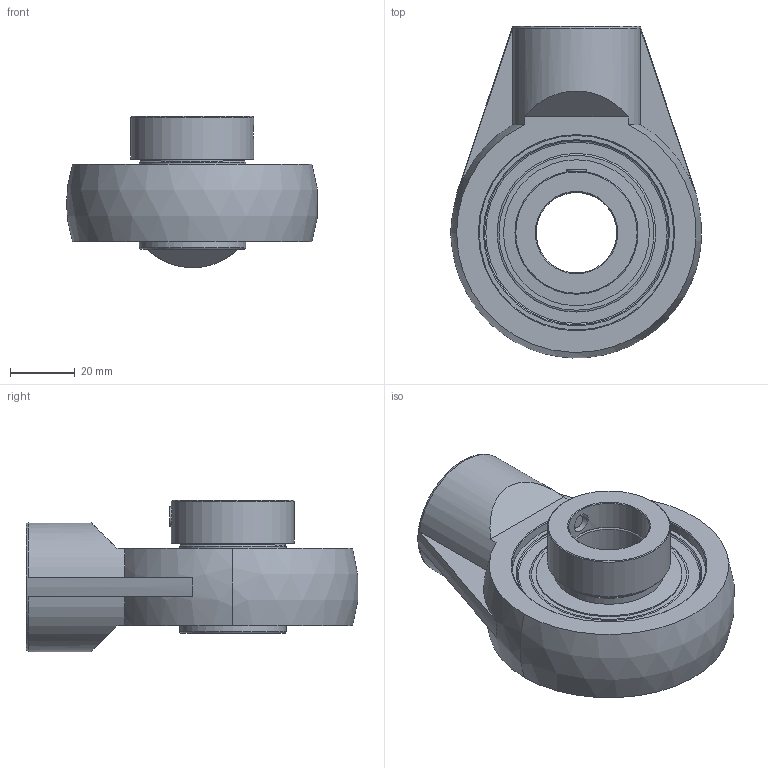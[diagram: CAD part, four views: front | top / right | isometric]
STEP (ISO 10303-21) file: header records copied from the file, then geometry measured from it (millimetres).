
FILE_DESCRIPTION(('HOOPS Exchange Step'),'2;1');
FILE_NAME('export-92171422-475C-439F-808A-7142E7EB4C82.stp','2020-05-20T07:35:01-07:00',('dkerr'),('Alibre'),'HOOPS Exchange 2020.0','Alibre','Unknown authorisation');
FILE_SCHEMA( ('AP242_MANAGED_MODEL_BASED_3D_ENGINEERING_MIM_LF {1 0 10303 442 1 1 4 }') );
Length unit declared in the file: inch
Products named in the file (8): MRN SHAM L4L 205; SNC 205 (Ball Bearing); SNC 205 (Shield); SNC 205 (Setscrew); SNC 205 (Collar); SNC 205 L4L (25mm) (Race); MRN SNC 205 L4L (25mm); MRN SNCSHAM 205 L4L (25mm)
Assembly tree (8 placements, depth 3):
  MRN SNCSHAM 205 L4L (25mm)
    MRN SHAM L4L 205
    MRN SNC 205 L4L (25mm)
      SNC 205 (Ball Bearing)
      SNC 205 (Shield)  x2
      SNC 205 (Setscrew)
      SNC 205 (Collar)
      SNC 205 L4L (25mm) (Race)
Bounding box: 77.72 x 102.77 x 46.9 mm (x, y, z)
Volume: 115939.3 mm3; surface area: 43315.5 mm2
Topology: 16 solids, 16 shells, 126 faces, 350 edges, 240 vertices
Faces by surface type: plane 44, cylinder 35, cone 18, sphere 14, torus 11, bspline 4
Full cylindrical faces by diameter (mm): 5.994 x1, 6 x2, 19.05 x1, 25 x2, 30.683 x2, 33.02 x4, 34.036 x2, 38.1 x1, 44.063 x2, 45.212 x2, 57.143 x1, 60.25 x1
Entity records: 5837 total; most frequent: CARTESIAN_POINT 2513, DIRECTION 720, ORIENTED_EDGE 616, AXIS2_PLACEMENT_3D 313, EDGE_CURVE 308, VERTEX_POINT 226, CIRCLE 168, EDGE_LOOP 138
